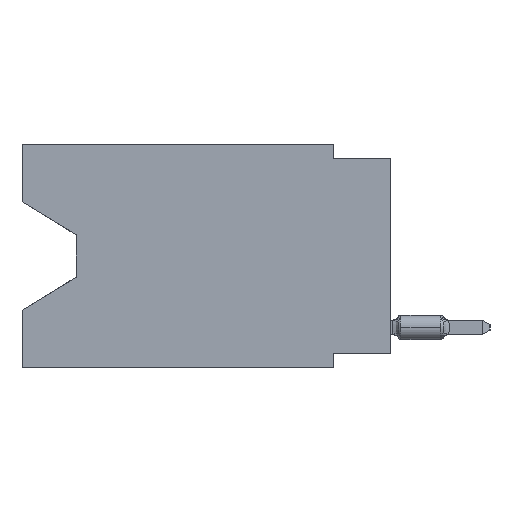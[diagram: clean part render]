
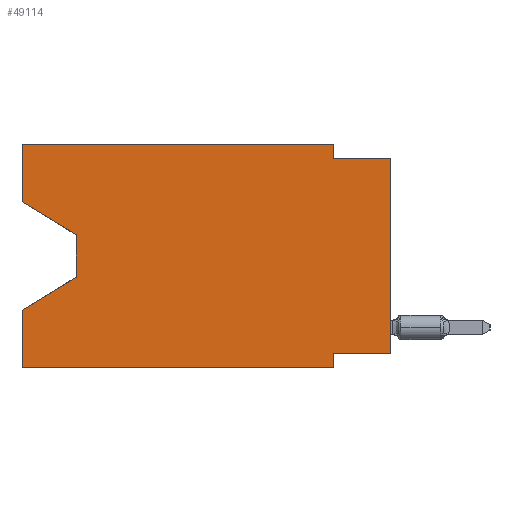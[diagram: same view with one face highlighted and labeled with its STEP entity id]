
A CAD part, left-side view. The second image highlights one B-rep face of the part: STEP entity #49114.
In plain terms, the highlighted planar face has unit normal (-1, 0, 0).
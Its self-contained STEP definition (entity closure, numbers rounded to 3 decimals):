
#197 = EDGE_CURVE ( 'NONE', #61690, #78740, #2391, .T. ) ;
#242 = VECTOR ( 'NONE', #14644, 1000. ) ;
#2258 = VECTOR ( 'NONE', #24501, 1000. ) ;
#2391 = LINE ( 'NONE', #3667, #68770 ) ;
#3080 = EDGE_CURVE ( 'NONE', #20271, #68877, #34351, .T. ) ;
#3413 = ORIENTED_EDGE ( 'NONE', *, *, #21128, .F. ) ;
#3430 = EDGE_CURVE ( 'NONE', #76013, #36376, #71862, .T. ) ;
#3667 = CARTESIAN_POINT ( 'NONE',  ( 0., 2.54, 0. ) ) ;
#4648 = CARTESIAN_POINT ( 'NONE',  ( 0., 13.97, -5.893 ) ) ;
#4937 = CARTESIAN_POINT ( 'NONE',  ( 0., 0., -9.271 ) ) ;
#5001 = VERTEX_POINT ( 'NONE', #6127 ) ;
#5491 = VERTEX_POINT ( 'NONE', #38427 ) ;
#6127 = CARTESIAN_POINT ( 'NONE',  ( 0., 13.97, -4.013 ) ) ;
#7632 = CARTESIAN_POINT ( 'NONE',  ( 0., 16.383, 0. ) ) ;
#8443 = DIRECTION ( 'NONE',  ( 0., 0., 1. ) ) ;
#9255 = ORIENTED_EDGE ( 'NONE', *, *, #72760, .F. ) ;
#10078 = PLANE ( 'NONE',  #57245 ) ;
#12449 = ORIENTED_EDGE ( 'NONE', *, *, #3430, .F. ) ;
#12788 = EDGE_CURVE ( 'NONE', #56020, #39606, #50421, .T. ) ;
#12932 = ORIENTED_EDGE ( 'NONE', *, *, #71636, .T. ) ;
#14644 = DIRECTION ( 'NONE',  ( 0., 0., -1. ) ) ;
#18374 = ORIENTED_EDGE ( 'NONE', *, *, #72616, .F. ) ;
#18727 = DIRECTION ( 'NONE',  ( 0., 1., 0. ) ) ;
#20271 = VERTEX_POINT ( 'NONE', #44352 ) ;
#21112 = DIRECTION ( 'NONE',  ( 0., -0.855, -0.519 ) ) ;
#21128 = EDGE_CURVE ( 'NONE', #20271, #39606, #57861, .T. ) ;
#21365 = CARTESIAN_POINT ( 'NONE',  ( 0., 16.383, -9.906 ) ) ;
#24501 = DIRECTION ( 'NONE',  ( 0., 0.855, -0.519 ) ) ;
#25005 = DIRECTION ( 'NONE',  ( 0., 0., 1. ) ) ;
#26514 = VERTEX_POINT ( 'NONE', #48270 ) ;
#26888 = CARTESIAN_POINT ( 'NONE',  ( 0., 0., -9.271 ) ) ;
#29970 = ORIENTED_EDGE ( 'NONE', *, *, #45652, .F. ) ;
#31310 = CARTESIAN_POINT ( 'NONE',  ( 0., 0., -0.635 ) ) ;
#33060 = CARTESIAN_POINT ( 'NONE',  ( 0., 13.97, -5.893 ) ) ;
#33965 = DIRECTION ( 'NONE',  ( 0., 0., -1. ) ) ;
#34351 = LINE ( 'NONE', #21365, #55945 ) ;
#36376 = VERTEX_POINT ( 'NONE', #73252 ) ;
#38427 = CARTESIAN_POINT ( 'NONE',  ( 0., 0., -0.635 ) ) ;
#39606 = VERTEX_POINT ( 'NONE', #40604 ) ;
#40564 = CARTESIAN_POINT ( 'NONE',  ( 0., 16.383, -2.546 ) ) ;
#40604 = CARTESIAN_POINT ( 'NONE',  ( 0., 16.383, -7.36 ) ) ;
#42897 = DIRECTION ( 'NONE',  ( 1., 0., 0. ) ) ;
#43417 = LINE ( 'NONE', #69772, #242 ) ;
#44162 = ORIENTED_EDGE ( 'NONE', *, *, #47011, .T. ) ;
#44352 = CARTESIAN_POINT ( 'NONE',  ( 0., 16.383, -9.906 ) ) ;
#45652 = EDGE_CURVE ( 'NONE', #36376, #68877, #43417, .T. ) ;
#47011 = EDGE_CURVE ( 'NONE', #76013, #5491, #76373, .T. ) ;
#48270 = CARTESIAN_POINT ( 'NONE',  ( 0., 16.383, 0. ) ) ;
#48414 = ORIENTED_EDGE ( 'NONE', *, *, #12788, .T. ) ;
#48605 = EDGE_LOOP ( 'NONE', ( #12932, #73480, #48414, #3413, #55385, #29970, #12449, #44162, #9255, #77998, #18374, #85202 ) ) ;
#49114 = ADVANCED_FACE ( 'NONE', ( #66794 ), #10078, .F. ) ;
#50065 = VECTOR ( 'NONE', #21112, 1000. ) ;
#50421 = LINE ( 'NONE', #4648, #2258 ) ;
#52160 = LINE ( 'NONE', #78509, #84645 ) ;
#54356 = DIRECTION ( 'NONE',  ( 0., 0., -1. ) ) ;
#55385 = ORIENTED_EDGE ( 'NONE', *, *, #3080, .T. ) ;
#55530 = DIRECTION ( 'NONE',  ( 0., -1., 0. ) ) ;
#55945 = VECTOR ( 'NONE', #81804, 1000. ) ;
#56020 = VERTEX_POINT ( 'NONE', #33060 ) ;
#57245 = AXIS2_PLACEMENT_3D ( 'NONE', #7632, #42897, #33965 ) ;
#57861 = LINE ( 'NONE', #84185, #77188 ) ;
#59440 = CARTESIAN_POINT ( 'NONE',  ( 0., 16.383, 0. ) ) ;
#60536 = VECTOR ( 'NONE', #54356, 1000. ) ;
#61387 = VECTOR ( 'NONE', #8443, 1000. ) ;
#61690 = VERTEX_POINT ( 'NONE', #74125 ) ;
#63844 = CARTESIAN_POINT ( 'NONE',  ( 0., 0., 0. ) ) ;
#65644 = VECTOR ( 'NONE', #18727, 1000. ) ;
#66794 = FACE_OUTER_BOUND ( 'NONE', #48605, .T. ) ;
#68042 = VECTOR ( 'NONE', #75959, 1000. ) ;
#68605 = CARTESIAN_POINT ( 'NONE',  ( 0., 13.97, -4.013 ) ) ;
#68770 = VECTOR ( 'NONE', #68905, 1000. ) ;
#68877 = VERTEX_POINT ( 'NONE', #81909 ) ;
#68905 = DIRECTION ( 'NONE',  ( 0., 0., -1. ) ) ;
#69344 = DIRECTION ( 'NONE',  ( 0., -1., 0. ) ) ;
#69479 = VECTOR ( 'NONE', #69344, 1000. ) ;
#69772 = CARTESIAN_POINT ( 'NONE',  ( 0., 2.54, -9.906 ) ) ;
#71636 = EDGE_CURVE ( 'NONE', #73901, #5001, #72550, .T. ) ;
#71742 = EDGE_CURVE ( 'NONE', #5001, #56020, #81133, .T. ) ;
#71862 = LINE ( 'NONE', #26888, #65644 ) ;
#72550 = LINE ( 'NONE', #40564, #50065 ) ;
#72616 = EDGE_CURVE ( 'NONE', #26514, #61690, #52160, .T. ) ;
#72760 = EDGE_CURVE ( 'NONE', #78740, #5491, #77121, .T. ) ;
#73247 = LINE ( 'NONE', #59440, #61387 ) ;
#73252 = CARTESIAN_POINT ( 'NONE',  ( 0., 2.54, -9.271 ) ) ;
#73480 = ORIENTED_EDGE ( 'NONE', *, *, #71742, .T. ) ;
#73901 = VERTEX_POINT ( 'NONE', #83146 ) ;
#74125 = CARTESIAN_POINT ( 'NONE',  ( 0., 2.54, 0. ) ) ;
#75830 = EDGE_CURVE ( 'NONE', #73901, #26514, #73247, .T. ) ;
#75959 = DIRECTION ( 'NONE',  ( 0., 0., 1. ) ) ;
#76013 = VERTEX_POINT ( 'NONE', #4937 ) ;
#76373 = LINE ( 'NONE', #63844, #68042 ) ;
#77121 = LINE ( 'NONE', #31310, #69479 ) ;
#77188 = VECTOR ( 'NONE', #25005, 1000. ) ;
#77998 = ORIENTED_EDGE ( 'NONE', *, *, #197, .F. ) ;
#78509 = CARTESIAN_POINT ( 'NONE',  ( 0., 16.383, 0. ) ) ;
#78740 = VERTEX_POINT ( 'NONE', #82696 ) ;
#81133 = LINE ( 'NONE', #68605, #60536 ) ;
#81804 = DIRECTION ( 'NONE',  ( 0., -1., 0. ) ) ;
#81909 = CARTESIAN_POINT ( 'NONE',  ( 0., 2.54, -9.906 ) ) ;
#82696 = CARTESIAN_POINT ( 'NONE',  ( 0., 2.54, -0.635 ) ) ;
#83146 = CARTESIAN_POINT ( 'NONE',  ( 0., 16.383, -2.546 ) ) ;
#84185 = CARTESIAN_POINT ( 'NONE',  ( 0., 16.383, 0. ) ) ;
#84645 = VECTOR ( 'NONE', #55530, 1000. ) ;
#85202 = ORIENTED_EDGE ( 'NONE', *, *, #75830, .F. ) ;
